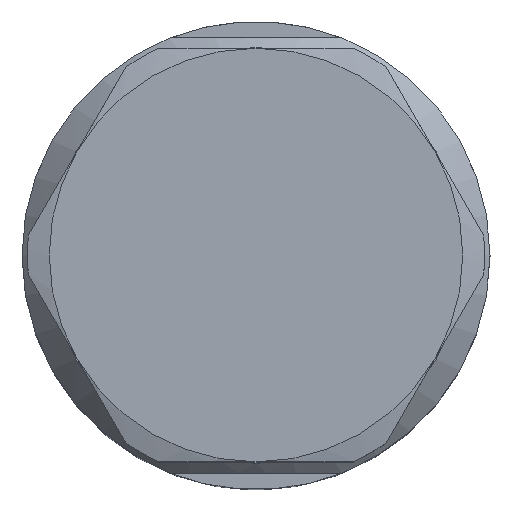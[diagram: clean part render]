
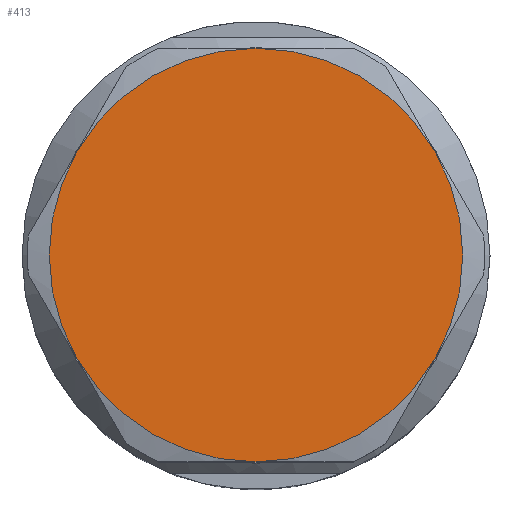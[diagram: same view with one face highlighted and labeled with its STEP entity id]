
A CAD part, top view. The second image highlights one B-rep face of the part: STEP entity #413.
In plain terms, the highlighted planar face has unit normal (0, 0, 1).
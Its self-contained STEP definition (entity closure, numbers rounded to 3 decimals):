
#280=FACE_OUTER_BOUND('',#754,.T.);
#413=ADVANCED_FACE('',(#280),#508,.T.);
#508=PLANE('',#2453);
#754=EDGE_LOOP('',(#1345,#1346,#1347,#1348,#1349,#1350));
#843=CIRCLE('',#2447,9.5);
#844=CIRCLE('',#2448,9.5);
#845=CIRCLE('',#2449,9.5);
#846=CIRCLE('',#2450,9.5);
#847=CIRCLE('',#2451,9.5);
#848=CIRCLE('',#2452,9.5);
#1345=ORIENTED_EDGE('',*,*,#1889,.T.);
#1346=ORIENTED_EDGE('',*,*,#1890,.T.);
#1347=ORIENTED_EDGE('',*,*,#1891,.T.);
#1348=ORIENTED_EDGE('',*,*,#1892,.T.);
#1349=ORIENTED_EDGE('',*,*,#1893,.T.);
#1350=ORIENTED_EDGE('',*,*,#1894,.T.);
#1616=VERTEX_POINT('',#3753);
#1617=VERTEX_POINT('',#3754);
#1618=VERTEX_POINT('',#3756);
#1619=VERTEX_POINT('',#3758);
#1620=VERTEX_POINT('',#3760);
#1621=VERTEX_POINT('',#3762);
#1889=EDGE_CURVE('',#1616,#1617,#843,.T.);
#1890=EDGE_CURVE('',#1617,#1618,#844,.T.);
#1891=EDGE_CURVE('',#1618,#1619,#845,.T.);
#1892=EDGE_CURVE('',#1619,#1620,#846,.T.);
#1893=EDGE_CURVE('',#1620,#1621,#847,.T.);
#1894=EDGE_CURVE('',#1621,#1616,#848,.T.);
#2447=AXIS2_PLACEMENT_3D('',#3752,#3019,#3020);
#2448=AXIS2_PLACEMENT_3D('',#3755,#3021,#3022);
#2449=AXIS2_PLACEMENT_3D('',#3757,#3023,#3024);
#2450=AXIS2_PLACEMENT_3D('',#3759,#3025,#3026);
#2451=AXIS2_PLACEMENT_3D('',#3761,#3027,#3028);
#2452=AXIS2_PLACEMENT_3D('',#3763,#3029,#3030);
#2453=AXIS2_PLACEMENT_3D('',#3764,#3031,#3032);
#3019=DIRECTION('',(0.,0.,1.));
#3020=DIRECTION('',(-0.5,-0.866,0.));
#3021=DIRECTION('',(0.,0.,1.));
#3022=DIRECTION('',(-0.5,-0.866,0.));
#3023=DIRECTION('',(0.,0.,1.));
#3024=DIRECTION('',(-0.5,-0.866,0.));
#3025=DIRECTION('',(0.,0.,1.));
#3026=DIRECTION('',(-0.5,-0.866,0.));
#3027=DIRECTION('',(0.,0.,1.));
#3028=DIRECTION('',(-0.5,-0.866,0.));
#3029=DIRECTION('',(0.,0.,1.));
#3030=DIRECTION('',(-0.5,-0.866,0.));
#3031=DIRECTION('',(0.,0.,1.));
#3032=DIRECTION('',(-0.5,-0.866,0.));
#3752=CARTESIAN_POINT('',(0.,0.,61.));
#3753=CARTESIAN_POINT('',(0.,9.5,61.));
#3754=CARTESIAN_POINT('',(-8.227,4.75,61.));
#3755=CARTESIAN_POINT('',(0.,0.,61.));
#3756=CARTESIAN_POINT('',(-8.227,-4.75,61.));
#3757=CARTESIAN_POINT('',(0.,0.,61.));
#3758=CARTESIAN_POINT('',(0.,-9.5,61.));
#3759=CARTESIAN_POINT('',(0.,0.,61.));
#3760=CARTESIAN_POINT('',(8.227,-4.75,61.));
#3761=CARTESIAN_POINT('',(0.,0.,61.));
#3762=CARTESIAN_POINT('',(8.227,4.75,61.));
#3763=CARTESIAN_POINT('',(0.,0.,61.));
#3764=CARTESIAN_POINT('',(0.,0.,61.));
